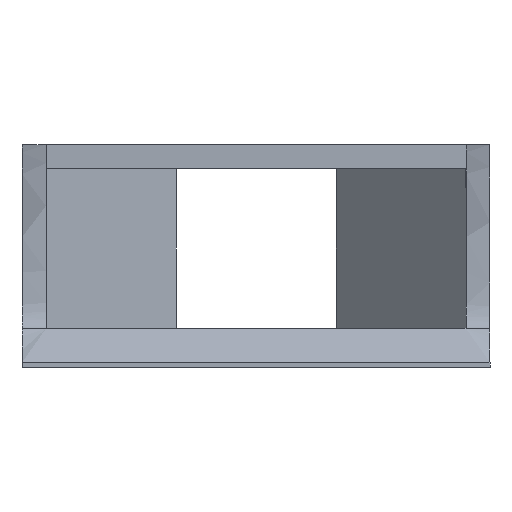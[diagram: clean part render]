
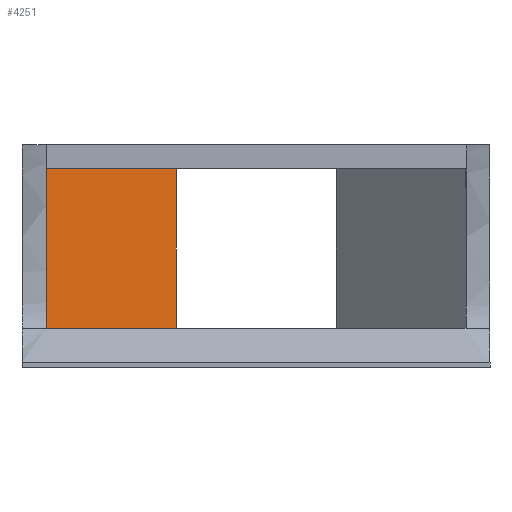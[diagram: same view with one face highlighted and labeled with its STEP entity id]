
A CAD part, front view. The second image highlights one B-rep face of the part: STEP entity #4251.
In plain terms, the highlighted planar face has unit normal (0.707, -0.707, 0).
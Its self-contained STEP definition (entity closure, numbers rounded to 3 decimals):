
#675=PLANE('',#4632);
#822=FACE_OUTER_BOUND('',#1168,.T.);
#1168=EDGE_LOOP('',(#3166,#3167,#3168,#3169));
#1620=LINE('',#6383,#1783);
#1626=LINE('',#6608,#1789);
#1627=LINE('',#6610,#1790);
#1628=LINE('',#6611,#1791);
#1783=VECTOR('',#5130,10.);
#1789=VECTOR('',#5142,10.);
#1790=VECTOR('',#5143,10.);
#1791=VECTOR('',#5144,10.);
#2064=VERTEX_POINT('',#6380);
#2065=VERTEX_POINT('',#6382);
#2070=VERTEX_POINT('',#6607);
#2071=VERTEX_POINT('',#6609);
#2464=EDGE_CURVE('',#2064,#2065,#1620,.T.);
#2473=EDGE_CURVE('',#2070,#2064,#1626,.F.);
#2474=EDGE_CURVE('',#2070,#2071,#1627,.T.);
#2475=EDGE_CURVE('',#2071,#2065,#1628,.F.);
#3166=ORIENTED_EDGE('',*,*,#2473,.F.);
#3167=ORIENTED_EDGE('',*,*,#2474,.T.);
#3168=ORIENTED_EDGE('',*,*,#2475,.T.);
#3169=ORIENTED_EDGE('',*,*,#2464,.F.);
#4251=ADVANCED_FACE('',(#822),#675,.F.);
#4632=AXIS2_PLACEMENT_3D('',#6606,#5140,#5141);
#5130=DIRECTION('',(0.,0.,1.));
#5140=DIRECTION('center_axis',(-0.707,0.707,0.));
#5141=DIRECTION('ref_axis',(-0.707,-0.707,0.));
#5142=DIRECTION('',(0.707,0.707,0.));
#5143=DIRECTION('',(0.,0.,1.));
#5144=DIRECTION('',(0.707,0.707,0.));
#6380=CARTESIAN_POINT('',(0.,104.625,3.));
#6382=CARTESIAN_POINT('',(0.,104.625,23.));
#6383=CARTESIAN_POINT('',(0.,104.625,0.));
#6606=CARTESIAN_POINT('Origin',(15.371,119.996,0.));
#6607=CARTESIAN_POINT('',(16.25,120.875,3.));
#6608=CARTESIAN_POINT('',(15.857,120.482,3.));
#6609=CARTESIAN_POINT('',(16.25,120.875,23.));
#6610=CARTESIAN_POINT('',(16.25,120.875,0.));
#6611=CARTESIAN_POINT('',(15.857,120.482,23.));
